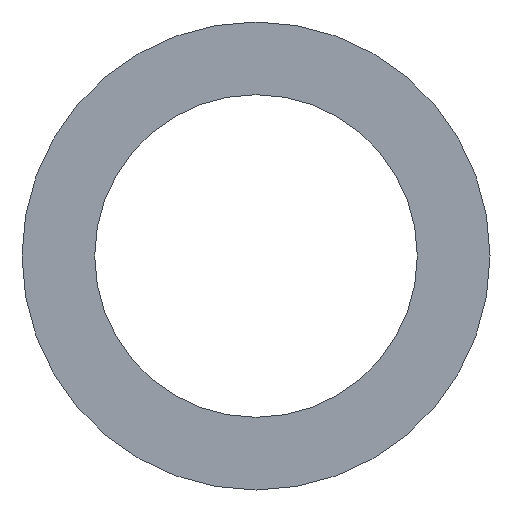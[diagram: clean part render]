
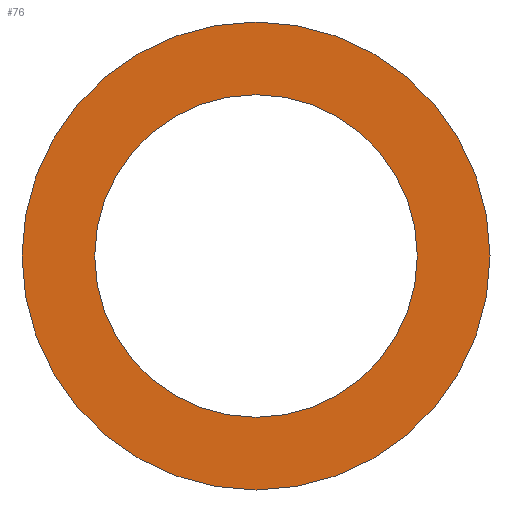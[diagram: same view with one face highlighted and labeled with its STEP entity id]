
A CAD part, front view. The second image highlights one B-rep face of the part: STEP entity #76.
In plain terms, the highlighted planar face has unit normal (0, -1, 0).
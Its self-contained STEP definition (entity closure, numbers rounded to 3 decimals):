
#4 = AXIS2_PLACEMENT_3D ( 'NONE', #169, #174, #109 ) ;
#5 = DIRECTION ( 'NONE',  ( 0., 1., 0. ) ) ;
#7 = EDGE_CURVE ( 'NONE', #65, #108, #152, .T. ) ;
#11 = EDGE_CURVE ( 'NONE', #108, #65, #20, .T. ) ;
#20 = CIRCLE ( 'NONE', #48, 12.75 ) ;
#32 = EDGE_CURVE ( 'NONE', #167, #122, #121, .T. ) ;
#33 = CARTESIAN_POINT ( 'NONE',  ( 0., 0., 0. ) ) ;
#35 = CARTESIAN_POINT ( 'NONE',  ( 0., 0., -12.75 ) ) ;
#39 = AXIS2_PLACEMENT_3D ( 'NONE', #80, #5, #111 ) ;
#48 = AXIS2_PLACEMENT_3D ( 'NONE', #33, #96, #137 ) ;
#51 = DIRECTION ( 'NONE',  ( 0., 0., 1. ) ) ;
#65 = VERTEX_POINT ( 'NONE', #83 ) ;
#74 = ORIENTED_EDGE ( 'NONE', *, *, #7, .T. ) ;
#76 = ADVANCED_FACE ( 'NONE', ( #124, #143 ), #127, .F. ) ;
#80 = CARTESIAN_POINT ( 'NONE',  ( 0., 0., 0. ) ) ;
#83 = CARTESIAN_POINT ( 'NONE',  ( 0., 0., 12.75 ) ) ;
#85 = CARTESIAN_POINT ( 'NONE',  ( 0., 0., -18.5 ) ) ;
#89 = AXIS2_PLACEMENT_3D ( 'NONE', #158, #147, #117 ) ;
#91 = ORIENTED_EDGE ( 'NONE', *, *, #32, .F. ) ;
#96 = DIRECTION ( 'NONE',  ( 0., 1., 0. ) ) ;
#99 = CIRCLE ( 'NONE', #89, 18.5 ) ;
#100 = EDGE_LOOP ( 'NONE', ( #120, #91 ) ) ;
#108 = VERTEX_POINT ( 'NONE', #35 ) ;
#109 = DIRECTION ( 'NONE',  ( 0., 0., 1. ) ) ;
#111 = DIRECTION ( 'NONE',  ( 0., 0., 1. ) ) ;
#116 = CARTESIAN_POINT ( 'NONE',  ( 0., 0., 18.5 ) ) ;
#117 = DIRECTION ( 'NONE',  ( 0., 0., 1. ) ) ;
#120 = ORIENTED_EDGE ( 'NONE', *, *, #191, .F. ) ;
#121 = CIRCLE ( 'NONE', #39, 18.5 ) ;
#122 = VERTEX_POINT ( 'NONE', #85 ) ;
#124 = FACE_OUTER_BOUND ( 'NONE', #100, .T. ) ;
#127 = PLANE ( 'NONE',  #166 ) ;
#137 = DIRECTION ( 'NONE',  ( 0., 0., 1. ) ) ;
#143 = FACE_BOUND ( 'NONE', #185, .T. ) ;
#147 = DIRECTION ( 'NONE',  ( 0., 1., 0. ) ) ;
#152 = CIRCLE ( 'NONE', #4, 12.75 ) ;
#158 = CARTESIAN_POINT ( 'NONE',  ( 0., 0., 0. ) ) ;
#166 = AXIS2_PLACEMENT_3D ( 'NONE', #187, #192, #51 ) ;
#167 = VERTEX_POINT ( 'NONE', #116 ) ;
#169 = CARTESIAN_POINT ( 'NONE',  ( 0., 0., 0. ) ) ;
#173 = ORIENTED_EDGE ( 'NONE', *, *, #11, .T. ) ;
#174 = DIRECTION ( 'NONE',  ( 0., 1., 0. ) ) ;
#185 = EDGE_LOOP ( 'NONE', ( #173, #74 ) ) ;
#187 = CARTESIAN_POINT ( 'NONE',  ( 0., 0., 0. ) ) ;
#191 = EDGE_CURVE ( 'NONE', #122, #167, #99, .T. ) ;
#192 = DIRECTION ( 'NONE',  ( 0., 1., 0. ) ) ;
